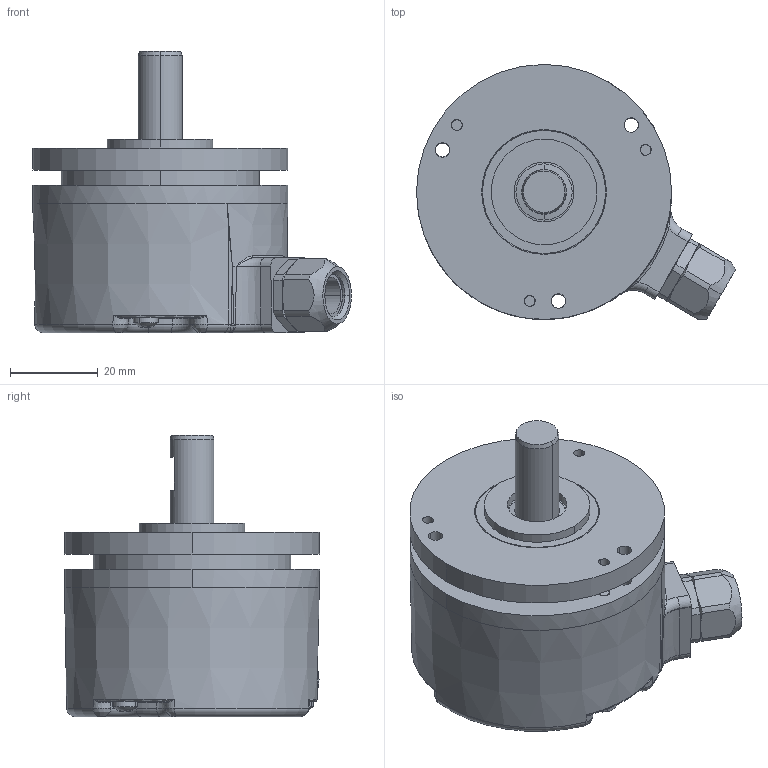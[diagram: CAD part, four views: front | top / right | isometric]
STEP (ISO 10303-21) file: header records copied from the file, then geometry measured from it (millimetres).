
FILE_DESCRIPTION((''),'2;1');
FILE_NAME('528556','2010-11-10T',('se2802'),(''),'PRO/ENGINEER BY PARAMETRIC TECHNOLOGY CORPORATION, 2010180','PRO/ENGINEER BY PARAMETRIC TECHNOLOGY CORPORATION, 2010180','');
FILE_SCHEMA(('CONFIG_CONTROL_DESIGN'));
Products named in the file (1): 528556
Bounding box: 72.52 x 58 x 64 mm (x, y, z)
Volume: 66301.8 mm3; surface area: 36923.6 mm2
Topology: 2 solids, 3 shells, 1321 faces, 3576 edges, 2287 vertices
Faces by surface type: plane 337, extrusion 324, cylinder 278, cone 169, torus 123, bspline 82, sphere 8
Entity records: 50829 total; most frequent: CARTESIAN_POINT 19751, ORIENTED_EDGE 7144, DIRECTION 5363, EDGE_CURVE 3572, VERTEX_POINT 2287, AXIS2_PLACEMENT_3D 2002, B_SPLINE_CURVE_WITH_KNOTS 1774, EDGE_LOOP 1421
